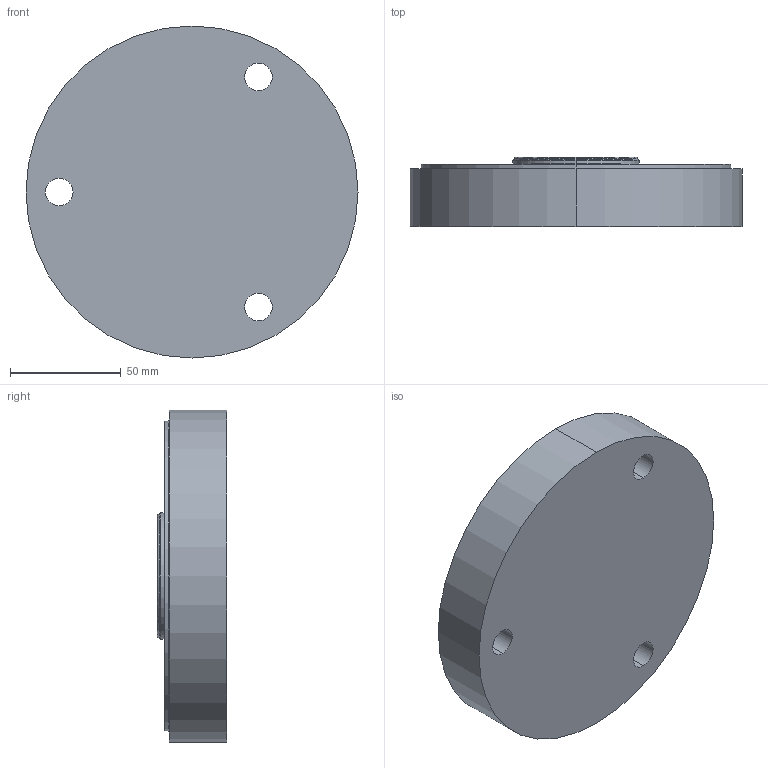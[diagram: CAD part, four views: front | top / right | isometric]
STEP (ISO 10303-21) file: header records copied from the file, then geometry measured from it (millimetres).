
FILE_DESCRIPTION (( 'STEP AP214' ), '1' );
FILE_NAME ('Moule inférieur V2.STEP', '2017-10-31T11:54:04', ( '' ), ( '' ), 'SwSTEP 2.0', 'SolidWorks 2014', '' );
FILE_SCHEMA (( 'AUTOMOTIVE_DESIGN' ));
Length unit declared in the file: millimetre
Products named in the file (1): Moule inférieur V2
Bounding box: 150 x 31.25 x 150 mm (x, y, z)
Volume: 464478 mm3; surface area: 52900 mm2
Topology: 1 solids, 1 shells, 46 faces, 96 edges, 56 vertices
Faces by surface type: torus 22, cylinder 18, plane 6
Entity records: 1292 total; most frequent: DIRECTION 268, CARTESIAN_POINT 199, ORIENTED_EDGE 192, AXIS2_PLACEMENT_3D 125, EDGE_CURVE 96, CIRCLE 78, VERTEX_POINT 56, EDGE_LOOP 56
